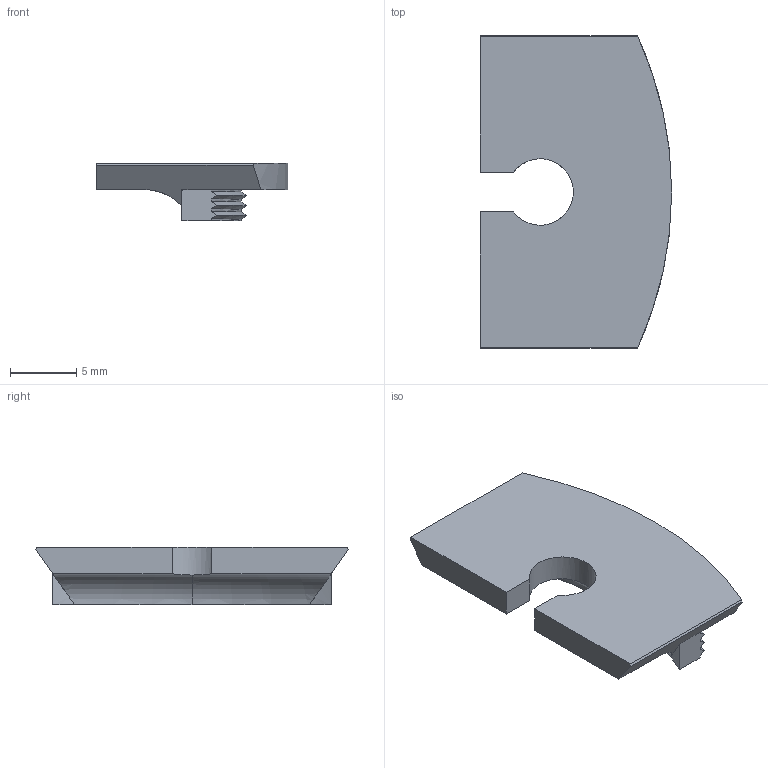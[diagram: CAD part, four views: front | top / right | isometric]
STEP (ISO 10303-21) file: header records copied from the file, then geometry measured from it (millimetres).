
FILE_DESCRIPTION(('HOOPS Exchange Step'),'2;1');
FILE_NAME('temp_export','2023-06-13T19:32:02-04:00',('gmoua'),('Shapr3D Limited'),'HOOPS Exchange 2022.2','Shapr3D','Authorized');
FILE_SCHEMA( ('AUTOMOTIVE_DESIGN { 1 0 10303 214 1 1 1 1 }') );
Length unit declared in the file: millimetre
Products named in the file (1): 52mm Lens Latch R
Bounding box: 14.39 x 23.51 x 4.35 mm (x, y, z)
Volume: 696.5 mm3; surface area: 850.2 mm2
Topology: 1 solids, 1 shells, 36 faces, 103 edges, 69 vertices
Faces by surface type: plane 15, cylinder 13, bspline 6, torus 2
Entity records: 2487 total; most frequent: CARTESIAN_POINT 1586, ORIENTED_EDGE 206, DIRECTION 157, EDGE_CURVE 103, VERTEX_POINT 69, AXIS2_PLACEMENT_3D 57, VECTOR 43, LINE 43
